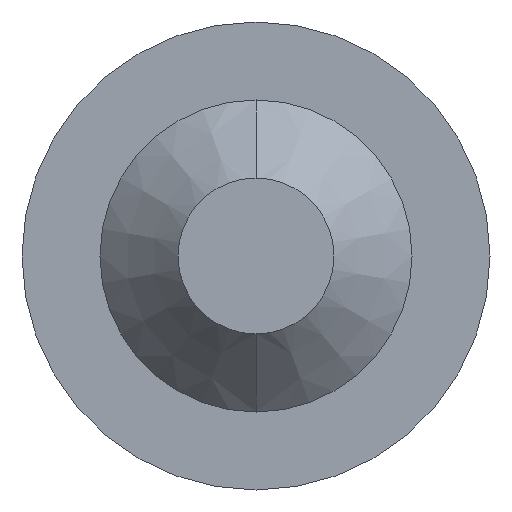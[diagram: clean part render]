
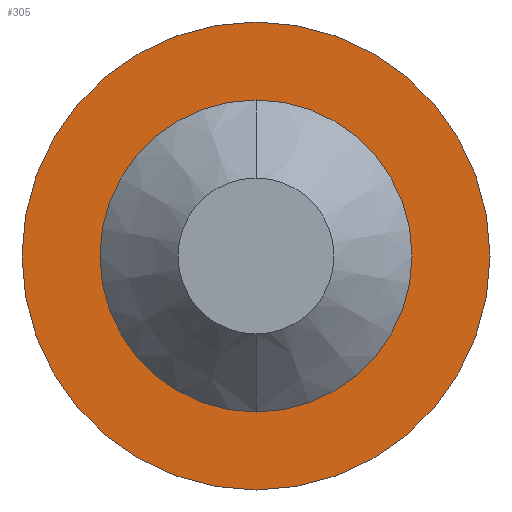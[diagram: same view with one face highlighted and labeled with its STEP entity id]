
A CAD part, front view. The second image highlights one B-rep face of the part: STEP entity #305.
In plain terms, the highlighted planar face has unit normal (0, -1, 0).
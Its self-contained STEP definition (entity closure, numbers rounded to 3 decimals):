
#7 = CARTESIAN_POINT ( 'NONE',  ( 0., 0., 0. ) ) ;
#11 = ORIENTED_EDGE ( 'NONE', *, *, #59, .T. ) ;
#59 = EDGE_CURVE ( 'NONE', #598, #544, #376, .T. ) ;
#60 = AXIS2_PLACEMENT_3D ( 'NONE', #85, #531, #571 ) ;
#75 = CARTESIAN_POINT ( 'NONE',  ( 0., 0., 0. ) ) ;
#85 = CARTESIAN_POINT ( 'NONE',  ( 0., 0., 0. ) ) ;
#99 = FACE_OUTER_BOUND ( 'NONE', #488, .T. ) ;
#122 = VERTEX_POINT ( 'NONE', #626 ) ;
#138 = DIRECTION ( 'NONE',  ( 0., 1., 0. ) ) ;
#149 = DIRECTION ( 'NONE',  ( 0., 0., 1. ) ) ;
#150 = FACE_BOUND ( 'NONE', #577, .T. ) ;
#203 = ORIENTED_EDGE ( 'NONE', *, *, #637, .T. ) ;
#205 = PLANE ( 'NONE',  #295 ) ;
#214 = DIRECTION ( 'NONE',  ( 0., -1., 0. ) ) ;
#241 = CARTESIAN_POINT ( 'NONE',  ( 0., 0., -1.5 ) ) ;
#295 = AXIS2_PLACEMENT_3D ( 'NONE', #373, #214, #537 ) ;
#305 = ADVANCED_FACE ( 'NONE', ( #150, #99 ), #205, .T. ) ;
#306 = DIRECTION ( 'NONE',  ( 0., 1., 0. ) ) ;
#373 = CARTESIAN_POINT ( 'NONE',  ( 0., 0., 0. ) ) ;
#376 = CIRCLE ( 'NONE', #410, 1.5 ) ;
#410 = AXIS2_PLACEMENT_3D ( 'NONE', #75, #675, #618 ) ;
#460 = AXIS2_PLACEMENT_3D ( 'NONE', #7, #138, #519 ) ;
#466 = ORIENTED_EDGE ( 'NONE', *, *, #497, .T. ) ;
#475 = CARTESIAN_POINT ( 'NONE',  ( 0., 0., 0. ) ) ;
#488 = EDGE_LOOP ( 'NONE', ( #203, #11 ) ) ;
#497 = EDGE_CURVE ( 'NONE', #122, #545, #668, .T. ) ;
#505 = CIRCLE ( 'NONE', #60, 1.5 ) ;
#519 = DIRECTION ( 'NONE',  ( 0., 0., 1. ) ) ;
#525 = CIRCLE ( 'NONE', #576, 1. ) ;
#531 = DIRECTION ( 'NONE',  ( 0., -1., 0. ) ) ;
#537 = DIRECTION ( 'NONE',  ( 0., 0., -1. ) ) ;
#544 = VERTEX_POINT ( 'NONE', #241 ) ;
#545 = VERTEX_POINT ( 'NONE', #570 ) ;
#570 = CARTESIAN_POINT ( 'NONE',  ( 0., 0., 1. ) ) ;
#571 = DIRECTION ( 'NONE',  ( 0., 0., -1. ) ) ;
#576 = AXIS2_PLACEMENT_3D ( 'NONE', #475, #306, #149 ) ;
#577 = EDGE_LOOP ( 'NONE', ( #632, #466 ) ) ;
#598 = VERTEX_POINT ( 'NONE', #678 ) ;
#618 = DIRECTION ( 'NONE',  ( 0., 0., -1. ) ) ;
#626 = CARTESIAN_POINT ( 'NONE',  ( 0., 0., -1. ) ) ;
#632 = ORIENTED_EDGE ( 'NONE', *, *, #677, .T. ) ;
#637 = EDGE_CURVE ( 'NONE', #544, #598, #505, .T. ) ;
#668 = CIRCLE ( 'NONE', #460, 1. ) ;
#675 = DIRECTION ( 'NONE',  ( 0., -1., 0. ) ) ;
#677 = EDGE_CURVE ( 'NONE', #545, #122, #525, .T. ) ;
#678 = CARTESIAN_POINT ( 'NONE',  ( 0., 0., 1.5 ) ) ;
